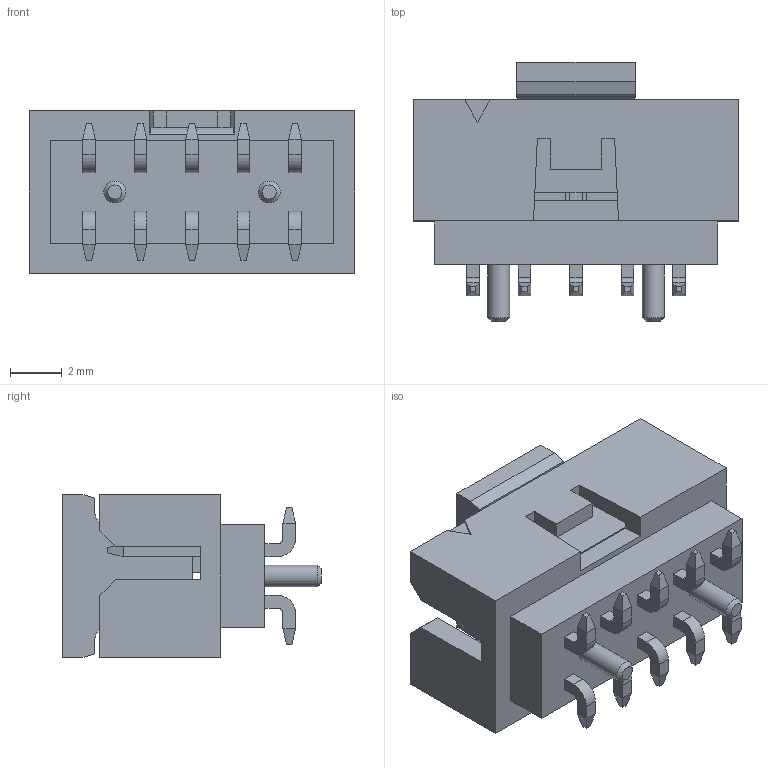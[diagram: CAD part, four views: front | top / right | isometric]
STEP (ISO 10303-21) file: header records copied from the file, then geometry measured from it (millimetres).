
FILE_DESCRIPTION(/* description */ (''),/* implementation_level */ '2;1');
FILE_NAME(/* name */ '878321006 v1.step',/* time_stamp */ '2024-10-17T16:16:45-04:00',/* author */ (''),/* organization */ (''),/* preprocessor_version */ 'ST-DEVELOPER v20',/* originating_system */ 'Autodesk Translation Framework v13.20.0.188',/* authorisation */ '');
FILE_SCHEMA (('AUTOMOTIVE_DESIGN { 1 0 10303 214 3 1 1 }'));
Length unit declared in the file: millimetre
Products named in the file (1): 878321006
Bounding box: 12.65 x 10.05 x 6.35 mm (x, y, z)
Volume: 342.7 mm3; surface area: 728 mm2
Topology: 1 solids, 1 shells, 282 faces, 725 edges, 462 vertices
Faces by surface type: plane 256, cylinder 24, cone 2
Full cylindrical faces by diameter (mm): 0.85 x2
Entity records: 8413 total; most frequent: CARTESIAN_POINT 1470, ORIENTED_EDGE 1450, DIRECTION 1343, EDGE_CURVE 725, LINE 673, VECTOR 673, VERTEX_POINT 462, AXIS2_PLACEMENT_3D 335
